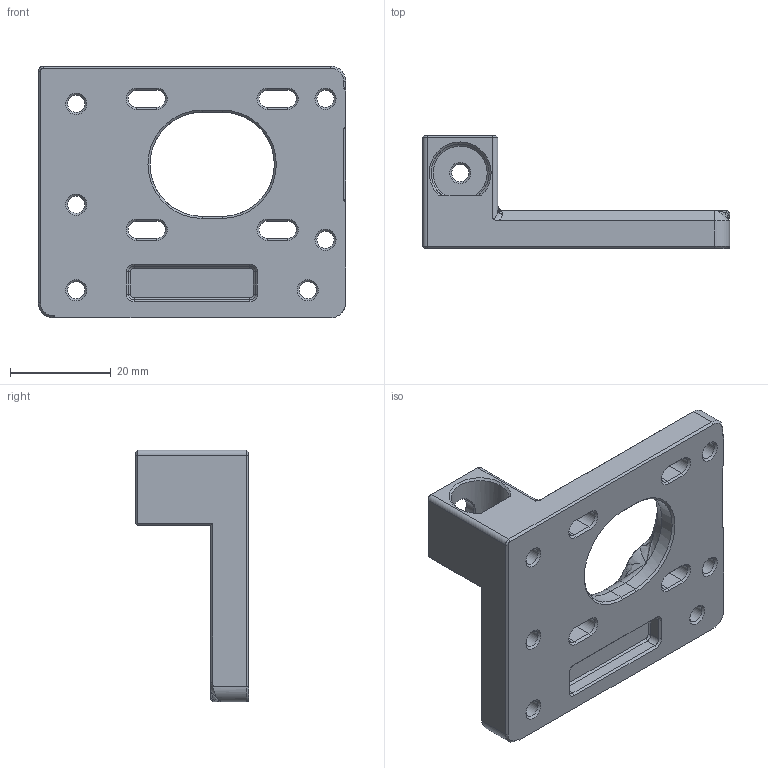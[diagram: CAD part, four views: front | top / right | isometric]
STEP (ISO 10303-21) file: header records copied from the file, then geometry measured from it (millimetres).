
FILE_DESCRIPTION(('FreeCAD Model'),'2;1');
FILE_NAME('Open CASCADE Shape Model','2023-10-27T14:40:12',(''),(''), 'Open CASCADE STEP processor 7.6','FreeCAD','Unknown');
FILE_SCHEMA(('AUTOMOTIVE_DESIGN { 1 0 10303 214 1 1 1 1 }'));
Length unit declared in the file: millimetre
Products named in the file (1): A Drive Frame Upper
Bounding box: 61 x 22.5 x 50 mm (x, y, z)
Volume: 18824.1 mm3; surface area: 9430.5 mm2
Topology: 1 solids, 1 shells, 322 faces, 775 edges, 445 vertices
Faces by surface type: plane 106, cone 86, bspline 67, cylinder 57, torus 6
Full cylindrical faces by diameter (mm): 3.4 x7, 6.2 x3, 6.5 x2, 11.5 x1
Entity records: 17718 total; most frequent: CARTESIAN_POINT 10632, ORIENTED_EDGE 1512, DIRECTION 1390, EDGE_CURVE 756, AXIS2_PLACEMENT_3D 502, VERTEX_POINT 445, LINE 386, VECTOR 386
